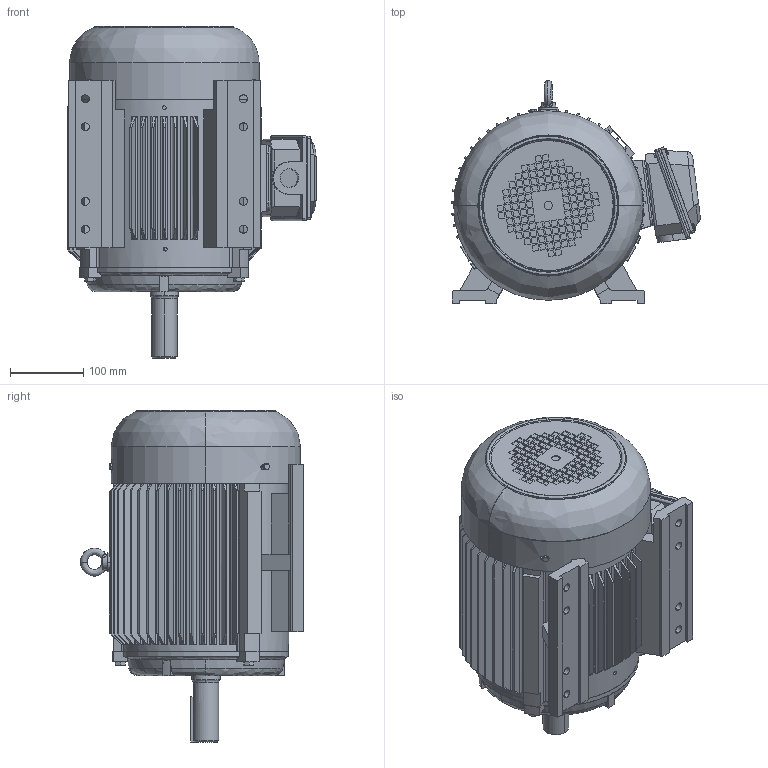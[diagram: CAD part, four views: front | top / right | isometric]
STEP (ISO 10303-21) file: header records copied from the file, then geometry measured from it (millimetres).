
FILE_DESCRIPTION (( 'STEP AP214' ), '1' );
FILE_NAME ('MTCP2-7P5-3BD18.STEP', '2020-05-05T11:06:15', ( '' ), ( '' ), 'SwSTEP 2.0', 'SolidWorks 2017', '' );
FILE_SCHEMA (( 'AUTOMOTIVE_DESIGN' ));
Length unit declared in the file: inch
Products named in the file (1): MTCP2-7P5-3BD18
Bounding box: 339.41 x 304.45 x 453 mm (x, y, z)
Volume: 3855643.1 mm3; surface area: 1236196 mm2
Topology: 19 solids, 19 shells, 1770 faces, 4592 edges, 3020 vertices
Faces by surface type: plane 1030, cylinder 476, cone 177, bspline 87
Entity records: 68934 total; most frequent: CARTESIAN_POINT 26504, ORIENTED_EDGE 9152, DIRECTION 7928, EDGE_CURVE 4576, VERTEX_POINT 3020, LINE 2802, VECTOR 2802, AXIS2_PLACEMENT_3D 2563
